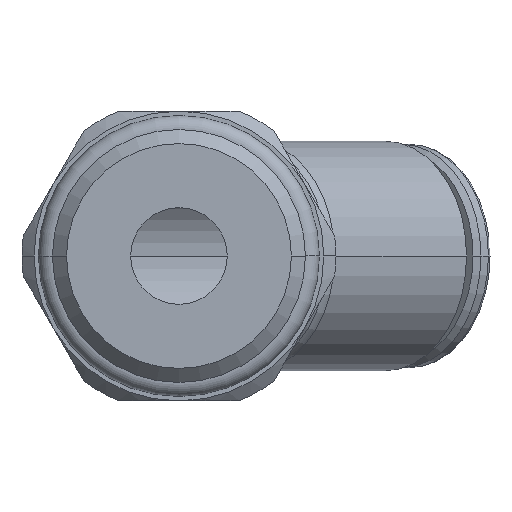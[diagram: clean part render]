
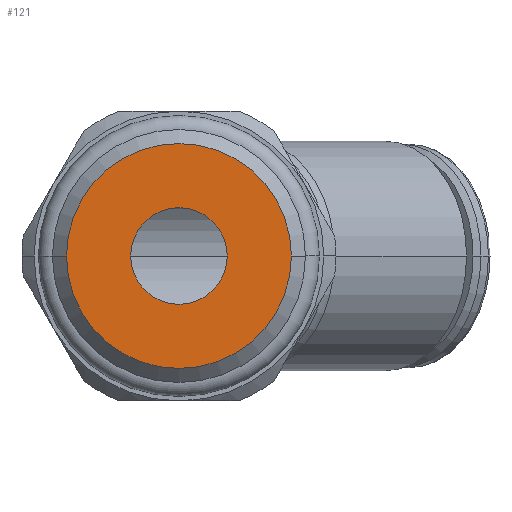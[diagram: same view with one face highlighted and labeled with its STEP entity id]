
A CAD part, front view. The second image highlights one B-rep face of the part: STEP entity #121.
In plain terms, the highlighted planar face has unit normal (0, -1, 0).
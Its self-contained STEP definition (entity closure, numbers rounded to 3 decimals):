
#121=ADVANCED_FACE('',(#279,#280),#281,.T.);
#279=FACE_BOUND('',#438,.T.);
#280=FACE_OUTER_BOUND('',#439,.T.);
#281=PLANE('',#440);
#438=EDGE_LOOP('',(#1020,#1021));
#439=EDGE_LOOP('',(#1022,#1023));
#440=AXIS2_PLACEMENT_3D('',#1024,#1025,#1026);
#1020=ORIENTED_EDGE('',*,*,#1117,.T.);
#1021=ORIENTED_EDGE('',*,*,#1128,.T.);
#1022=ORIENTED_EDGE('',*,*,#1038,.F.);
#1023=ORIENTED_EDGE('',*,*,#1203,.F.);
#1024=CARTESIAN_POINT('',(4.658,-7.0,0.0));
#1025=DIRECTION('',(-0.0,-1.0,-0.0));
#1026=DIRECTION('',(-1.0,0.0,0.0));
#1038=EDGE_CURVE('',#1224,#1226,#1227,.T.);
#1117=EDGE_CURVE('',#1366,#1370,#1372,.T.);
#1128=EDGE_CURVE('',#1370,#1366,#1387,.T.);
#1203=EDGE_CURVE('',#1226,#1224,#1492,.T.);
#1224=VERTEX_POINT('',#1519);
#1226=VERTEX_POINT('',#1522);
#1227=CIRCLE('',#1523,9.316);
#1366=VERTEX_POINT('',#1749);
#1370=VERTEX_POINT('',#1754);
#1372=CIRCLE('',#1757,4.0);
#1387=CIRCLE('',#1772,4.0);
#1492=CIRCLE('',#2124,9.316);
#1519=CARTESIAN_POINT('',(9.316,-7.0,0.0));
#1522=CARTESIAN_POINT('',(-9.316,-7.0,0.));
#1523=AXIS2_PLACEMENT_3D('',#2146,#2147,#2148);
#1749=CARTESIAN_POINT('',(4.0,-7.0,0.0));
#1754=CARTESIAN_POINT('',(-4.0,-7.0,0.));
#1757=AXIS2_PLACEMENT_3D('',#2312,#2313,#2314);
#1772=AXIS2_PLACEMENT_3D('',#2345,#2346,#2347);
#2124=AXIS2_PLACEMENT_3D('',#2487,#2488,#2489);
#2146=CARTESIAN_POINT('',(0.0,-7.0,0.0));
#2147=DIRECTION('',(-0.0,1.0,0.0));
#2148=DIRECTION('',(1.0,0.0,0.0));
#2312=CARTESIAN_POINT('',(0.0,-7.0,0.0));
#2313=DIRECTION('',(-0.0,1.0,0.0));
#2314=DIRECTION('',(1.0,0.0,0.0));
#2345=CARTESIAN_POINT('',(0.0,-7.0,0.0));
#2346=DIRECTION('',(-0.0,1.0,0.0));
#2347=DIRECTION('',(1.0,0.0,0.0));
#2487=CARTESIAN_POINT('',(0.0,-7.0,0.0));
#2488=DIRECTION('',(-0.0,1.0,0.0));
#2489=DIRECTION('',(1.0,0.0,0.0));
